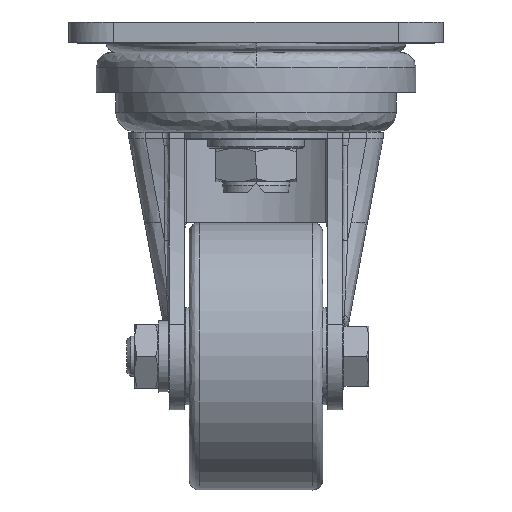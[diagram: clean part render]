
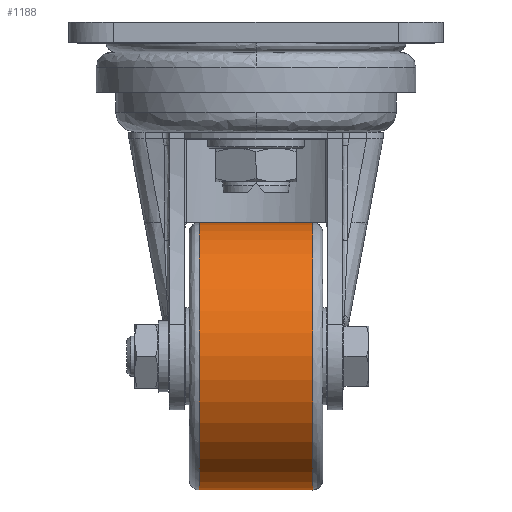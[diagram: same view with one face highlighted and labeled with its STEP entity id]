
A CAD part, front view. The second image highlights one B-rep face of the part: STEP entity #1188.
In plain terms, the highlighted cylindrical face has radius 40 mm (diameter 80 mm), a partial arc.
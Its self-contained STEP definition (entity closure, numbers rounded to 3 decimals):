
#1188 = ADVANCED_FACE ( 'NONE', ( #14842 ), #14837, .T. ) ;
#1189 = EDGE_LOOP ( 'NONE', ( #1190, #1191, #1192, #1193 ) ) ;
#1190 = ORIENTED_EDGE ( 'NONE', *, *, #2710, .F. ) ;
#1191 = ORIENTED_EDGE ( 'NONE', *, *, #2600, .T. ) ;
#1192 = ORIENTED_EDGE ( 'NONE', *, *, #2765, .T. ) ;
#1193 = ORIENTED_EDGE ( 'NONE', *, *, #2730, .T. ) ;
#2599 = VERTEX_POINT ( 'NONE', #22065 ) ;
#2600 = EDGE_CURVE ( 'NONE', #2599, #2651, #22064, .T. ) ;
#2651 = VERTEX_POINT ( 'NONE', #22351 ) ;
#2710 = EDGE_CURVE ( 'NONE', #2599, #2778, #22547, .T. ) ;
#2730 = EDGE_CURVE ( 'NONE', #2777, #2778, #22698, .T. ) ;
#2765 = EDGE_CURVE ( 'NONE', #2651, #2777, #22823, .T. ) ;
#2777 = VERTEX_POINT ( 'NONE', #22882 ) ;
#2778 = VERTEX_POINT ( 'NONE', #22881 ) ;
#14833 = DIRECTION ( 'NONE',  ( 0., 0., -1. ) ) ;
#14834 = DIRECTION ( 'NONE',  ( 1., 0., 0. ) ) ;
#14835 = CARTESIAN_POINT ( 'NONE',  ( 202.037, -32., 327.576 ) ) ;
#14836 = AXIS2_PLACEMENT_3D ( 'NONE', #14835, #14834, #14833 ) ;
#14837 = CYLINDRICAL_SURFACE ( 'NONE', #14836, 40. ) ;
#14842 = FACE_OUTER_BOUND ( 'NONE', #1189, .T. ) ;
#22060 = DIRECTION ( 'NONE',  ( 0., 0., -1. ) ) ;
#22061 = DIRECTION ( 'NONE',  ( 1., 0., 0. ) ) ;
#22062 = CARTESIAN_POINT ( 'NONE',  ( 185.037, -32., 327.576 ) ) ;
#22063 = AXIS2_PLACEMENT_3D ( 'NONE', #22062, #22061, #22060 ) ;
#22064 = CIRCLE ( 'NONE', #22063, 40. ) ;
#22065 = CARTESIAN_POINT ( 'NONE',  ( 185.037, -32., 367.576 ) ) ;
#22351 = CARTESIAN_POINT ( 'NONE',  ( 185.037, -32., 287.576 ) ) ;
#22544 = DIRECTION ( 'NONE',  ( 1., 0., 0. ) ) ;
#22545 = VECTOR ( 'NONE', #22544, 1000. ) ;
#22546 = CARTESIAN_POINT ( 'NONE',  ( 202.037, -32., 367.576 ) ) ;
#22547 = LINE ( 'NONE', #22546, #22545 ) ;
#22693 = DIRECTION ( 'NONE',  ( -1., 0., 0. ) ) ;
#22694 = CARTESIAN_POINT ( 'NONE',  ( 219.037, -32., 327.576 ) ) ;
#22695 = AXIS2_PLACEMENT_3D ( 'NONE', #22694, #22693, #22718 ) ;
#22698 = CIRCLE ( 'NONE', #22695, 40. ) ;
#22718 = DIRECTION ( 'NONE',  ( 0., 0., -1. ) ) ;
#22822 = CARTESIAN_POINT ( 'NONE',  ( 202.037, -32., 287.576 ) ) ;
#22823 = LINE ( 'NONE', #22822, #22869 ) ;
#22868 = DIRECTION ( 'NONE',  ( 1., 0., 0. ) ) ;
#22869 = VECTOR ( 'NONE', #22868, 1000. ) ;
#22881 = CARTESIAN_POINT ( 'NONE',  ( 219.037, -32., 367.576 ) ) ;
#22882 = CARTESIAN_POINT ( 'NONE',  ( 219.037, -32., 287.576 ) ) ;
